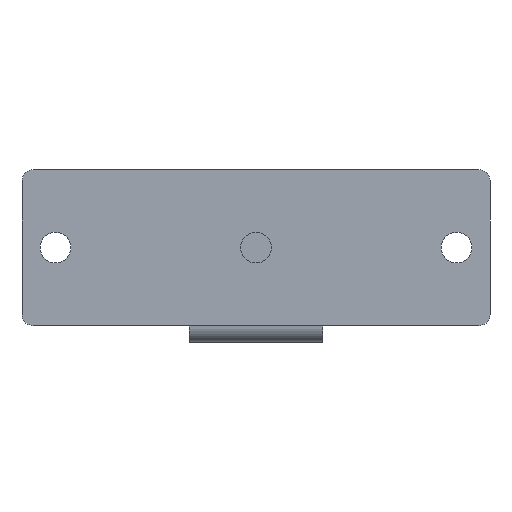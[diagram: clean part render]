
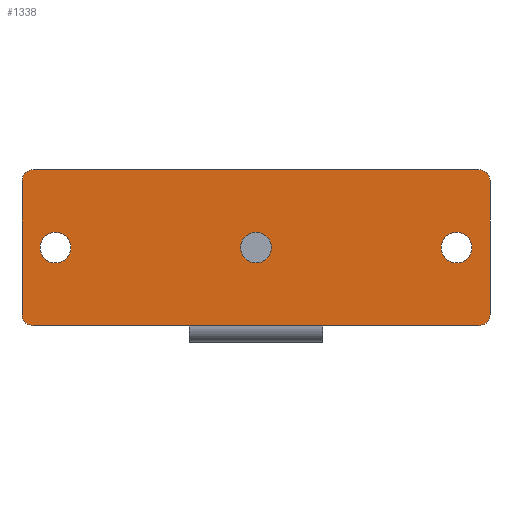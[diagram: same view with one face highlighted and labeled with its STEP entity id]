
A CAD part, front view. The second image highlights one B-rep face of the part: STEP entity #1338.
In plain terms, the highlighted planar face has unit normal (0, -1, 0).
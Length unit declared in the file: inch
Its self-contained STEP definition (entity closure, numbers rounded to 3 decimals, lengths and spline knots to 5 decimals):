
#12 = DIRECTION ( 'NONE',  ( 0., 1., 0. ) ) ;
#20 = CARTESIAN_POINT ( 'NONE',  ( 5.25, 0., -1.5 ) ) ;
#73 = AXIS2_PLACEMENT_3D ( 'NONE', #2318, #854, #1457 ) ;
#106 = VERTEX_POINT ( 'NONE', #925 ) ;
#138 = DIRECTION ( 'NONE',  ( 0., 0., 1. ) ) ;
#140 = AXIS2_PLACEMENT_3D ( 'NONE', #3746, #251, #547 ) ;
#156 = CARTESIAN_POINT ( 'NONE',  ( -5., 0., 1.75 ) ) ;
#157 = CIRCLE ( 'NONE', #1892, 0.25 ) ;
#173 = EDGE_CURVE ( 'NONE', #630, #861, #2542, .T. ) ;
#245 = CARTESIAN_POINT ( 'NONE',  ( -4.5, 0., -0.34375 ) ) ;
#251 = DIRECTION ( 'NONE',  ( 0., 1., 0. ) ) ;
#261 = LINE ( 'NONE', #1815, #981 ) ;
#289 = LINE ( 'NONE', #1006, #3371 ) ;
#290 = EDGE_CURVE ( 'NONE', #1787, #2315, #2629, .T. ) ;
#340 = EDGE_LOOP ( 'NONE', ( #2959, #946, #1544, #1551, #3459, #598, #3148, #1956 ) ) ;
#429 = EDGE_CURVE ( 'NONE', #2237, #688, #860, .T. ) ;
#439 = LINE ( 'NONE', #2735, #1942 ) ;
#440 = EDGE_CURVE ( 'NONE', #2315, #1787, #1834, .T. ) ;
#461 = CIRCLE ( 'NONE', #1777, 0.34375 ) ;
#547 = DIRECTION ( 'NONE',  ( 0., 0., 1. ) ) ;
#571 = CARTESIAN_POINT ( 'NONE',  ( 5.25, 0., -1.5 ) ) ;
#575 = EDGE_CURVE ( 'NONE', #1464, #106, #1556, .T. ) ;
#598 = ORIENTED_EDGE ( 'NONE', *, *, #990, .F. ) ;
#630 = VERTEX_POINT ( 'NONE', #20 ) ;
#665 = EDGE_CURVE ( 'NONE', #1284, #2371, #1369, .T. ) ;
#688 = VERTEX_POINT ( 'NONE', #3743 ) ;
#743 = DIRECTION ( 'NONE',  ( 0., 1., 0. ) ) ;
#760 = PLANE ( 'NONE',  #1952 ) ;
#778 = CARTESIAN_POINT ( 'NONE',  ( 5.25, 0., 1.5 ) ) ;
#801 = DIRECTION ( 'NONE',  ( 0., 1., 0. ) ) ;
#810 = EDGE_CURVE ( 'NONE', #2526, #2869, #261, .T. ) ;
#812 = AXIS2_PLACEMENT_3D ( 'NONE', #3293, #1297, #2742 ) ;
#823 = CARTESIAN_POINT ( 'NONE',  ( 5., 0., 1.75 ) ) ;
#825 = ORIENTED_EDGE ( 'NONE', *, *, #665, .T. ) ;
#828 = CARTESIAN_POINT ( 'NONE',  ( 4.5, 0., 0. ) ) ;
#845 = DIRECTION ( 'NONE',  ( 0., 1., 0. ) ) ;
#854 = DIRECTION ( 'NONE',  ( 0., 1., 0. ) ) ;
#860 = CIRCLE ( 'NONE', #1536, 0.25 ) ;
#861 = VERTEX_POINT ( 'NONE', #3217 ) ;
#868 = AXIS2_PLACEMENT_3D ( 'NONE', #2606, #1157, #1768 ) ;
#908 = CIRCLE ( 'NONE', #140, 0.34375 ) ;
#925 = CARTESIAN_POINT ( 'NONE',  ( -4.5, 0., 0.34375 ) ) ;
#946 = ORIENTED_EDGE ( 'NONE', *, *, #1254, .F. ) ;
#978 = DIRECTION ( 'NONE',  ( 0., 0., 1. ) ) ;
#979 = FACE_BOUND ( 'NONE', #2859, .T. ) ;
#981 = VECTOR ( 'NONE', #3245, 39.37008 ) ;
#990 = EDGE_CURVE ( 'NONE', #3312, #630, #3343, .T. ) ;
#1006 = CARTESIAN_POINT ( 'NONE',  ( -5., 0., -1.75 ) ) ;
#1063 = CARTESIAN_POINT ( 'NONE',  ( -5., 0., 1.5 ) ) ;
#1157 = DIRECTION ( 'NONE',  ( 0., 1., 0. ) ) ;
#1187 = CARTESIAN_POINT ( 'NONE',  ( 0., 0., 0.34375 ) ) ;
#1254 = EDGE_CURVE ( 'NONE', #688, #2594, #439, .T. ) ;
#1281 = CARTESIAN_POINT ( 'NONE',  ( 4.5, 0., 0.34375 ) ) ;
#1284 = VERTEX_POINT ( 'NONE', #1281 ) ;
#1297 = DIRECTION ( 'NONE',  ( 0., 1., 0. ) ) ;
#1311 = DIRECTION ( 'NONE',  ( 0., 1., 0. ) ) ;
#1328 = CARTESIAN_POINT ( 'NONE',  ( -5., 0., -1.5 ) ) ;
#1338 = ADVANCED_FACE ( 'NONE', ( #3204, #979, #2117, #1394 ), #760, .F. ) ;
#1369 = CIRCLE ( 'NONE', #3158, 0.34375 ) ;
#1394 = FACE_BOUND ( 'NONE', #1688, .T. ) ;
#1457 = DIRECTION ( 'NONE',  ( 0., 0., 1. ) ) ;
#1464 = VERTEX_POINT ( 'NONE', #245 ) ;
#1466 = CIRCLE ( 'NONE', #73, 0.25 ) ;
#1471 = ORIENTED_EDGE ( 'NONE', *, *, #440, .T. ) ;
#1536 = AXIS2_PLACEMENT_3D ( 'NONE', #1328, #743, #3356 ) ;
#1544 = ORIENTED_EDGE ( 'NONE', *, *, #429, .F. ) ;
#1551 = ORIENTED_EDGE ( 'NONE', *, *, #3062, .F. ) ;
#1556 = CIRCLE ( 'NONE', #868, 0.34375 ) ;
#1593 = CARTESIAN_POINT ( 'NONE',  ( -5.25, 0., 1.5 ) ) ;
#1688 = EDGE_LOOP ( 'NONE', ( #3120, #1471 ) ) ;
#1705 = EDGE_LOOP ( 'NONE', ( #2483, #825 ) ) ;
#1706 = CARTESIAN_POINT ( 'NONE',  ( 4.5, 0., -0.34375 ) ) ;
#1711 = DIRECTION ( 'NONE',  ( 0., 0., 1. ) ) ;
#1730 = CARTESIAN_POINT ( 'NONE',  ( 0., 0., 0. ) ) ;
#1768 = DIRECTION ( 'NONE',  ( 0., 0., 1. ) ) ;
#1777 = AXIS2_PLACEMENT_3D ( 'NONE', #2563, #845, #2856 ) ;
#1787 = VERTEX_POINT ( 'NONE', #2997 ) ;
#1813 = ORIENTED_EDGE ( 'NONE', *, *, #575, .T. ) ;
#1815 = CARTESIAN_POINT ( 'NONE',  ( -5., 0., 1.75 ) ) ;
#1834 = CIRCLE ( 'NONE', #2116, 0.34375 ) ;
#1892 = AXIS2_PLACEMENT_3D ( 'NONE', #3070, #1311, #138 ) ;
#1942 = VECTOR ( 'NONE', #978, 39.37008 ) ;
#1952 = AXIS2_PLACEMENT_3D ( 'NONE', #1063, #2508, #2195 ) ;
#1956 = ORIENTED_EDGE ( 'NONE', *, *, #810, .F. ) ;
#2116 = AXIS2_PLACEMENT_3D ( 'NONE', #1730, #801, #3436 ) ;
#2117 = FACE_BOUND ( 'NONE', #1705, .T. ) ;
#2195 = DIRECTION ( 'NONE',  ( 0., 0., 1. ) ) ;
#2237 = VERTEX_POINT ( 'NONE', #2808 ) ;
#2315 = VERTEX_POINT ( 'NONE', #1187 ) ;
#2318 = CARTESIAN_POINT ( 'NONE',  ( 5., 0., 1.5 ) ) ;
#2371 = VERTEX_POINT ( 'NONE', #1706 ) ;
#2483 = ORIENTED_EDGE ( 'NONE', *, *, #3683, .T. ) ;
#2508 = DIRECTION ( 'NONE',  ( 0., 1., 0. ) ) ;
#2517 = EDGE_CURVE ( 'NONE', #2594, #2526, #157, .T. ) ;
#2526 = VERTEX_POINT ( 'NONE', #156 ) ;
#2542 = CIRCLE ( 'NONE', #3123, 0.25 ) ;
#2563 = CARTESIAN_POINT ( 'NONE',  ( 4.5, 0., 0. ) ) ;
#2594 = VERTEX_POINT ( 'NONE', #1593 ) ;
#2601 = DIRECTION ( 'NONE',  ( 0., 0., -1. ) ) ;
#2606 = CARTESIAN_POINT ( 'NONE',  ( -4.5, 0., 0. ) ) ;
#2629 = CIRCLE ( 'NONE', #812, 0.34375 ) ;
#2687 = DIRECTION ( 'NONE',  ( 0., 1., 0. ) ) ;
#2735 = CARTESIAN_POINT ( 'NONE',  ( -5.25, 0., -1.5 ) ) ;
#2742 = DIRECTION ( 'NONE',  ( 0., 0., 1. ) ) ;
#2808 = CARTESIAN_POINT ( 'NONE',  ( -5., 0., -1.75 ) ) ;
#2856 = DIRECTION ( 'NONE',  ( 0., 0., 1. ) ) ;
#2859 = EDGE_LOOP ( 'NONE', ( #1813, #3321 ) ) ;
#2869 = VERTEX_POINT ( 'NONE', #823 ) ;
#2959 = ORIENTED_EDGE ( 'NONE', *, *, #2517, .F. ) ;
#2997 = CARTESIAN_POINT ( 'NONE',  ( 0., 0., -0.34375 ) ) ;
#3062 = EDGE_CURVE ( 'NONE', #861, #2237, #289, .T. ) ;
#3070 = CARTESIAN_POINT ( 'NONE',  ( -5., 0., 1.5 ) ) ;
#3120 = ORIENTED_EDGE ( 'NONE', *, *, #290, .T. ) ;
#3123 = AXIS2_PLACEMENT_3D ( 'NONE', #3522, #2687, #3552 ) ;
#3148 = ORIENTED_EDGE ( 'NONE', *, *, #3400, .F. ) ;
#3158 = AXIS2_PLACEMENT_3D ( 'NONE', #828, #12, #1711 ) ;
#3204 = FACE_OUTER_BOUND ( 'NONE', #340, .T. ) ;
#3217 = CARTESIAN_POINT ( 'NONE',  ( 5., 0., -1.75 ) ) ;
#3245 = DIRECTION ( 'NONE',  ( 1., 0., 0. ) ) ;
#3293 = CARTESIAN_POINT ( 'NONE',  ( 0., 0., 0. ) ) ;
#3297 = VECTOR ( 'NONE', #2601, 39.37008 ) ;
#3312 = VERTEX_POINT ( 'NONE', #778 ) ;
#3321 = ORIENTED_EDGE ( 'NONE', *, *, #3604, .T. ) ;
#3333 = DIRECTION ( 'NONE',  ( -1., 0., 0. ) ) ;
#3343 = LINE ( 'NONE', #571, #3297 ) ;
#3356 = DIRECTION ( 'NONE',  ( 0., 0., 1. ) ) ;
#3371 = VECTOR ( 'NONE', #3333, 39.37008 ) ;
#3400 = EDGE_CURVE ( 'NONE', #2869, #3312, #1466, .T. ) ;
#3436 = DIRECTION ( 'NONE',  ( 0., 0., 1. ) ) ;
#3459 = ORIENTED_EDGE ( 'NONE', *, *, #173, .F. ) ;
#3522 = CARTESIAN_POINT ( 'NONE',  ( 5., 0., -1.5 ) ) ;
#3552 = DIRECTION ( 'NONE',  ( 0., 0., 1. ) ) ;
#3604 = EDGE_CURVE ( 'NONE', #106, #1464, #908, .T. ) ;
#3683 = EDGE_CURVE ( 'NONE', #2371, #1284, #461, .T. ) ;
#3743 = CARTESIAN_POINT ( 'NONE',  ( -5.25, 0., -1.5 ) ) ;
#3746 = CARTESIAN_POINT ( 'NONE',  ( -4.5, 0., 0. ) ) ;
